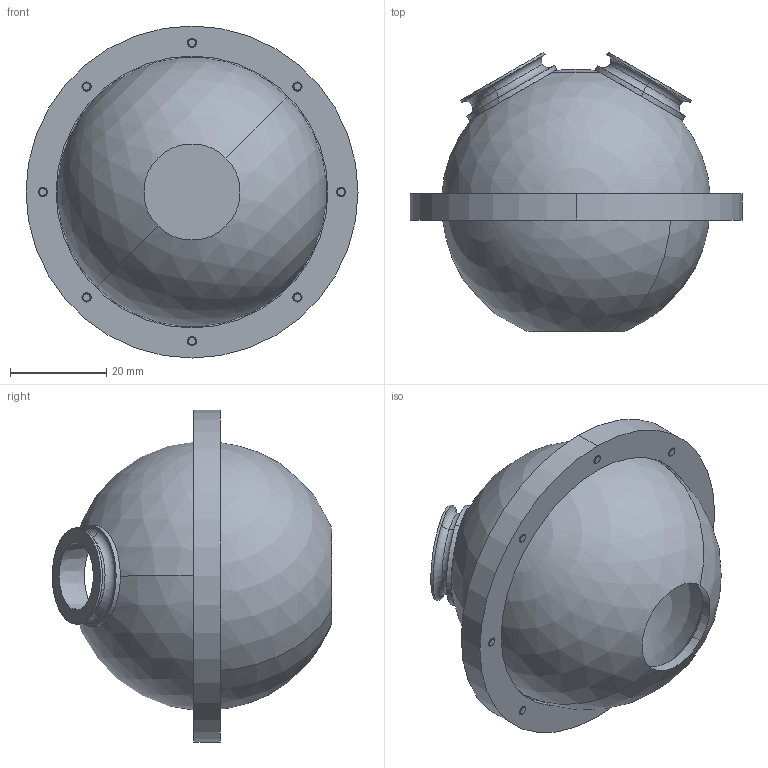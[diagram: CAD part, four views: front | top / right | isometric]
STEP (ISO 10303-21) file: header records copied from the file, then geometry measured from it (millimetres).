
FILE_DESCRIPTION (( 'STEP AP203' ), '1' );
FILE_NAME ('UIS-050-020-N-Y.STEP', '2020-12-28T05:57:03', ( '' ), ( '' ), 'SwSTEP 2.0', 'SolidWorks 2020', '' );
FILE_SCHEMA (( 'CONFIG_CONTROL_DESIGN' ));
Length unit declared in the file: millimetre
Products named in the file (1): UIS-050-020-N-Y
Bounding box: 69 x 58.1 x 69 mm (x, y, z)
Surface area: 27699.1 mm2 (no closed solid volume)
Topology: 0 solids, 27 shells, 195 faces, 689 edges, 512 vertices
Faces by surface type: plane 78, cylinder 49, torus 40, cone 20, sphere 8
Entity records: 7605 total; most frequent: DIRECTION 1428, CARTESIAN_POINT 1385, ORIENTED_EDGE 1018, EDGE_CURVE 681, AXIS2_PLACEMENT_3D 551, VERTEX_POINT 508, CIRCLE 355, LINE 326
